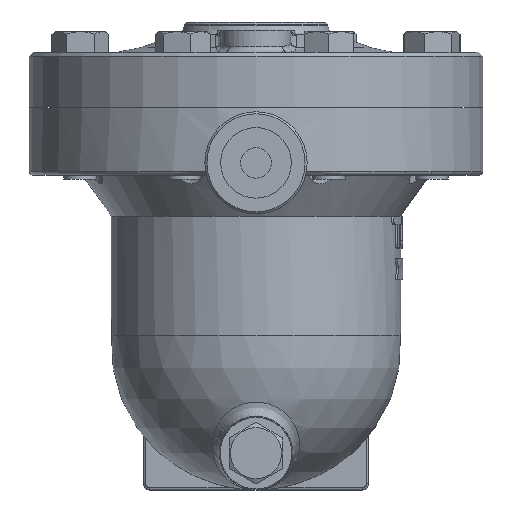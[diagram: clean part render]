
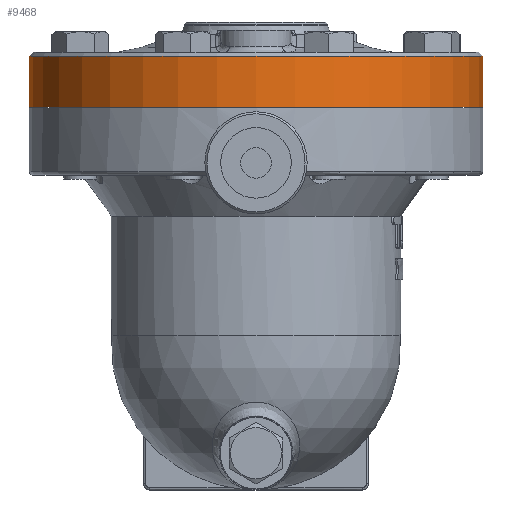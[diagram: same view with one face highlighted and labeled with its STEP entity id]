
A CAD part, left-side view. The second image highlights one B-rep face of the part: STEP entity #9468.
In plain terms, the highlighted cylindrical face has radius 111 mm (diameter 222 mm), a full revolution.
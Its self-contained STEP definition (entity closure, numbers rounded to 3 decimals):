
#8167=CARTESIAN_POINT('',(111.,0.,0.1));
#8168=VERTEX_POINT('',#8167);
#8169=CARTESIAN_POINT('',(0.0,0.0,0.1));
#8170=DIRECTION('',(0.0,0.0,-1.0));
#8171=DIRECTION('',(-1.0,0.0,0.0));
#8172=AXIS2_PLACEMENT_3D('',#8169,#8170,#8171);
#8173=CIRCLE('',#8172,111.);
#8174=EDGE_CURVE('',#8168,#8168,#8173,.T.);
#9445=CARTESIAN_POINT('',(111.,0.,25.1));
#9446=VERTEX_POINT('',#9445);
#9447=CARTESIAN_POINT('',(0.0,0.0,25.1));
#9448=DIRECTION('',(0.0,0.0,1.0));
#9449=DIRECTION('',(-1.0,0.0,0.0));
#9450=AXIS2_PLACEMENT_3D('',#9447,#9448,#9449);
#9451=CIRCLE('',#9450,111.);
#9452=EDGE_CURVE('',#9446,#9446,#9451,.T.);
#9457=CARTESIAN_POINT('',(0.0,0.0,0.1));
#9458=DIRECTION('',(0.0,0.0,1.0));
#9459=DIRECTION('',(-1.0,0.0,0.0));
#9460=AXIS2_PLACEMENT_3D('',#9457,#9458,#9459);
#9461=CYLINDRICAL_SURFACE('',#9460,111.);
#9462=ORIENTED_EDGE('',*,*,#8174,.F.);
#9463=EDGE_LOOP('',(#9462));
#9464=FACE_OUTER_BOUND('',#9463,.T.);
#9465=ORIENTED_EDGE('',*,*,#9452,.F.);
#9466=EDGE_LOOP('',(#9465));
#9467=FACE_BOUND('',#9466,.T.);
#9468=ADVANCED_FACE('',(#9464,#9467),#9461,.T.);
